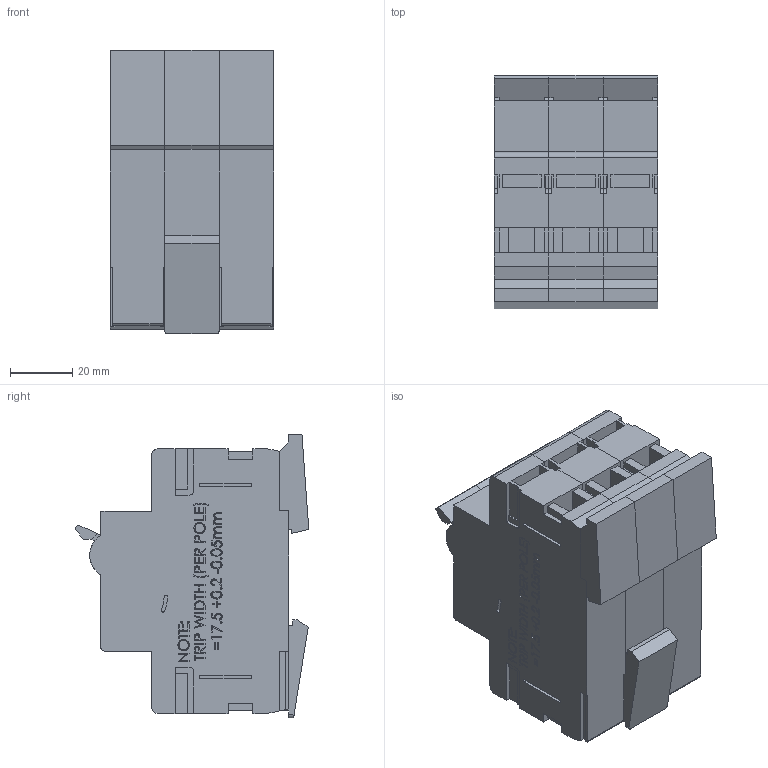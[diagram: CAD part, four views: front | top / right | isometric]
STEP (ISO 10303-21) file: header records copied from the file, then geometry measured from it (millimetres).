
FILE_DESCRIPTION (( 'STEP AP214' ), '1' );
FILE_NAME ('Techna Jtec 3 Pole.STEP', '2020-05-21T10:08:31', ( '' ), ( '' ), 'SwSTEP 2.0', 'SolidWorks 2020', '' );
FILE_SCHEMA (( 'AUTOMOTIVE_DESIGN' ));
Length unit declared in the file: millimetre
Products named in the file (3): Jtec_DIN Clip 1; Jtec_2 DIN Clips; Techna Jtec 3 Pole
Assembly tree (3 placements, depth 2):
  Techna Jtec 3 Pole
    Jtec_DIN Clip 1  x2
    Jtec_2 DIN Clips
Bounding box: 52.5 x 75.18 x 91.27 mm (x, y, z)
Volume: 240073.5 mm3; surface area: 57408.8 mm2
Topology: 7 solids, 7 shells, 2337 faces, 6300 edges, 4192 vertices
Faces by surface type: plane 1579, bspline 459, cylinder 293, sphere 6
Entity records: 72233 total; most frequent: CARTESIAN_POINT 29340, ORIENTED_EDGE 8496, DIRECTION 6606, EDGE_CURVE 4248, VECTOR 3178, LINE 3178, VERTEX_POINT 2828, EDGE_LOOP 1728
